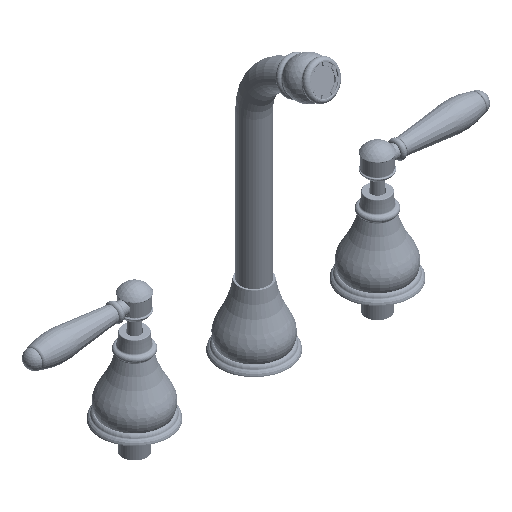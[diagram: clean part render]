
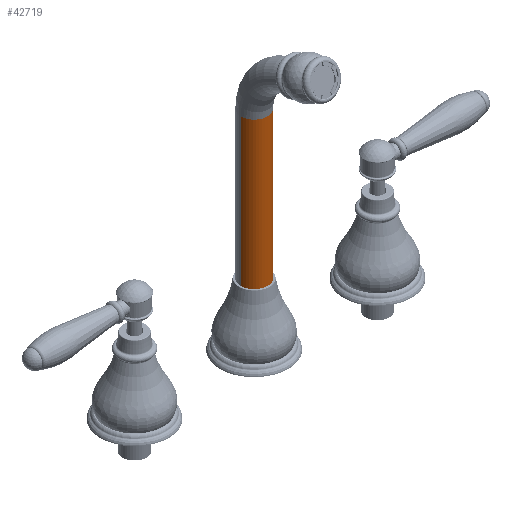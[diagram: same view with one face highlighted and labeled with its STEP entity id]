
A CAD part, isometric view. The second image highlights one B-rep face of the part: STEP entity #42719.
In plain terms, the highlighted cylindrical face has radius 11 mm (diameter 22 mm), a partial arc.
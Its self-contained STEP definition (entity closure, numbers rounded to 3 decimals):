
#462 = CARTESIAN_POINT ( 'NONE',  ( 0., 0., 0. ) ) ;
#1008 = ORIENTED_EDGE ( 'NONE', *, *, #64282, .F. ) ;
#2776 = EDGE_CURVE ( 'NONE', #57991, #40925, #54116, .T. ) ;
#5615 = ORIENTED_EDGE ( 'NONE', *, *, #15012, .T. ) ;
#7096 = CARTESIAN_POINT ( 'NONE',  ( 121.281, 0., 0. ) ) ;
#7575 = EDGE_LOOP ( 'NONE', ( #1008, #5615, #62043, #50645, #44328 ) ) ;
#7914 = VECTOR ( 'NONE', #56716, 1000. ) ;
#8688 = EDGE_CURVE ( 'NONE', #40925, #44506, #39336, .T. ) ;
#8808 = CARTESIAN_POINT ( 'NONE',  ( 121.281, -11., 0. ) ) ;
#9680 = DIRECTION ( 'NONE',  ( 1., 0., 0. ) ) ;
#12443 = AXIS2_PLACEMENT_3D ( 'NONE', #28784, #39463, #59723 ) ;
#12814 = AXIS2_PLACEMENT_3D ( 'NONE', #462, #63644, #52322 ) ;
#13260 = DIRECTION ( 'NONE',  ( 0., 0., -1. ) ) ;
#14609 = VERTEX_POINT ( 'NONE', #16827 ) ;
#15012 = EDGE_CURVE ( 'NONE', #14609, #16201, #64410, .T. ) ;
#16201 = VERTEX_POINT ( 'NONE', #22043 ) ;
#16827 = CARTESIAN_POINT ( 'NONE',  ( 0., 0., 11. ) ) ;
#20292 = LINE ( 'NONE', #25109, #7914 ) ;
#22043 = CARTESIAN_POINT ( 'NONE',  ( 0., 0., -11. ) ) ;
#22718 = AXIS2_PLACEMENT_3D ( 'NONE', #61859, #9680, #30617 ) ;
#24293 = EDGE_CURVE ( 'NONE', #16201, #44506, #20292, .T. ) ;
#25109 = CARTESIAN_POINT ( 'NONE',  ( 0., 0., -11. ) ) ;
#26693 = CARTESIAN_POINT ( 'NONE',  ( 121.281, 0., -11. ) ) ;
#28019 = DIRECTION ( 'NONE',  ( 1., 0., 0. ) ) ;
#28784 = CARTESIAN_POINT ( 'NONE',  ( 121.281, 0., 0. ) ) ;
#30617 = DIRECTION ( 'NONE',  ( 0., 0., -1. ) ) ;
#33149 = DIRECTION ( 'NONE',  ( 1., 0., 0. ) ) ;
#39336 = CIRCLE ( 'NONE', #48113, 11. ) ;
#39463 = DIRECTION ( 'NONE',  ( 1., 0., 0. ) ) ;
#40925 = VERTEX_POINT ( 'NONE', #8808 ) ;
#42719 = ADVANCED_FACE ( 'NONE', ( #57126 ), #45543, .T. ) ;
#44328 = ORIENTED_EDGE ( 'NONE', *, *, #2776, .F. ) ;
#44506 = VERTEX_POINT ( 'NONE', #26693 ) ;
#44816 = CARTESIAN_POINT ( 'NONE',  ( 0., 0., 11. ) ) ;
#45543 = CYLINDRICAL_SURFACE ( 'NONE', #12814, 11. ) ;
#48113 = AXIS2_PLACEMENT_3D ( 'NONE', #7096, #28019, #13260 ) ;
#50645 = ORIENTED_EDGE ( 'NONE', *, *, #8688, .F. ) ;
#52322 = DIRECTION ( 'NONE',  ( 0., 0., -1. ) ) ;
#54116 = CIRCLE ( 'NONE', #12443, 11. ) ;
#56716 = DIRECTION ( 'NONE',  ( 1., 0., 0. ) ) ;
#57126 = FACE_OUTER_BOUND ( 'NONE', #7575, .T. ) ;
#57991 = VERTEX_POINT ( 'NONE', #62001 ) ;
#59587 = LINE ( 'NONE', #44816, #65383 ) ;
#59723 = DIRECTION ( 'NONE',  ( 0., 0., -1. ) ) ;
#61859 = CARTESIAN_POINT ( 'NONE',  ( 0., 0., 0. ) ) ;
#62001 = CARTESIAN_POINT ( 'NONE',  ( 121.281, 0., 11. ) ) ;
#62043 = ORIENTED_EDGE ( 'NONE', *, *, #24293, .T. ) ;
#63644 = DIRECTION ( 'NONE',  ( 1., 0., 0. ) ) ;
#64282 = EDGE_CURVE ( 'NONE', #14609, #57991, #59587, .T. ) ;
#64410 = CIRCLE ( 'NONE', #22718, 11. ) ;
#65383 = VECTOR ( 'NONE', #33149, 1000. ) ;
